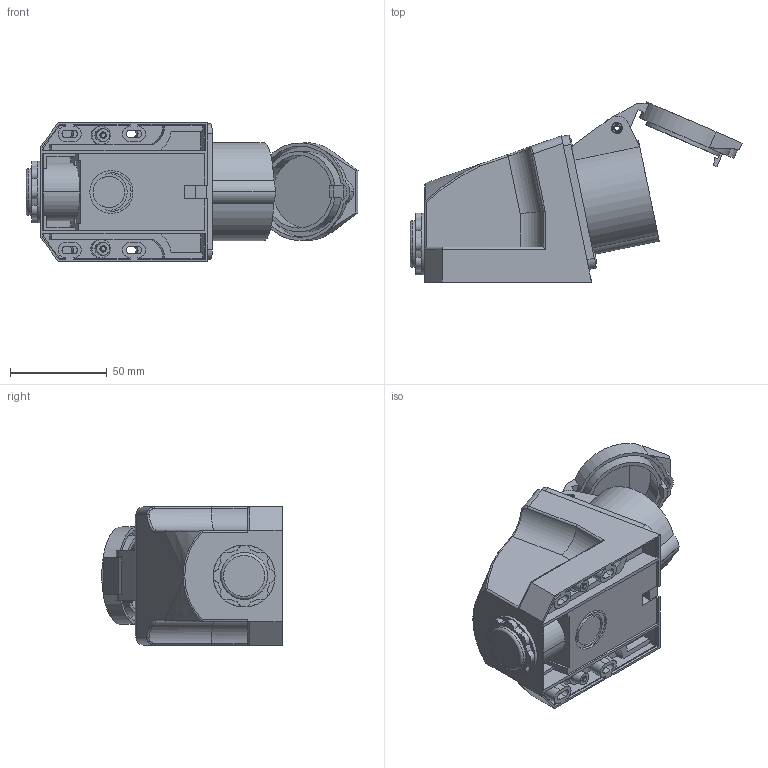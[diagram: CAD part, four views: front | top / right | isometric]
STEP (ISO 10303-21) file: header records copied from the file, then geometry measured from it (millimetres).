
FILE_DESCRIPTION(/* description */ (''),/* implementation_level */ '2;1');
FILE_NAME(/* name */ 'FNP2-113.stp',/* time_stamp */ '2024-04-12T01:05:17+08:00',/* author */ (''),/* organization */ (''),/* preprocessor_version */ 'ST-DEVELOPER v16',/* originating_system */ 'SIEMENS PLM Software NX 10.0',/* authorisation */ '');
FILE_SCHEMA (('AUTOMOTIVE_DESIGN { 1 0 10303 214 3 1 1 1 }'));
Length unit declared in the file: millimetre
Products named in the file (1): 蓝
Bounding box: 171.56 x 93.23 x 71.4 mm (x, y, z)
Volume: 338651.5 mm3; surface area: 90837 mm2
Topology: 14 solids, 14 shells, 536 faces, 1357 edges, 895 vertices
Faces by surface type: plane 316, cylinder 169, extrusion 28, torus 11, bspline 8, cone 4
Full cylindrical faces by diameter (mm): 2.443 x1, 2.8 x1, 3 x1, 3.3 x2, 3.7 x3, 4.5 x2, 4.7 x1, 5.5 x4, 5.7 x1, 6.5 x4, 6.6 x6, 7 x2, 7.8 x3, 8 x4, 8.5 x1, 11.5 x1, 11.9 x1, 12 x2, 24.25 x1, 25 x1, 32 x1, 35 x1, 37.5 x1, 41.5 x2, 45.5 x1, 51.5 x1
Entity records: 17003 total; most frequent: CARTESIAN_POINT 4097, DIRECTION 2683, ORIENTED_EDGE 2498, EDGE_CURVE 1249, AXIS2_PLACEMENT_3D 957, VERTEX_POINT 864, VECTOR 769, LINE 741
